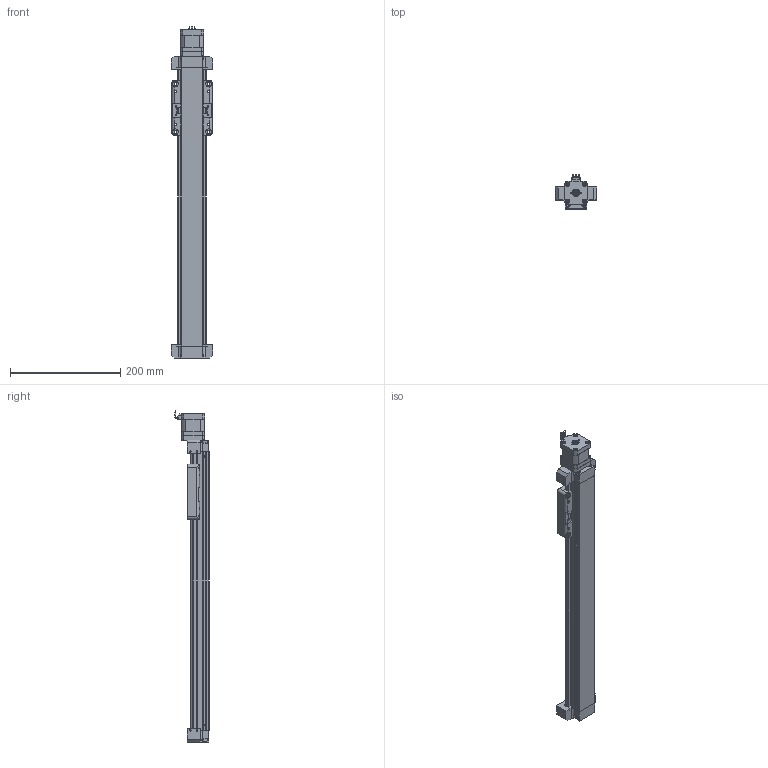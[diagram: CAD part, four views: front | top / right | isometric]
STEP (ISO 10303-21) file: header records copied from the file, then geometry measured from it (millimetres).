
FILE_DESCRIPTION (( 'STEP AP203' ), '1' );
FILE_NAME ('SIMO_FF58766B82.step', '2022-03-24T10:18:27', ( 'localadmin' ), ( 'BOXX Technologies, Inc.' ), 'SwSTEP 2.0', 'SolidWorks 2019', '' );
FILE_SCHEMA (( 'CONFIG_CONTROL_DESIGN' ));
Length unit declared in the file: inch
Products named in the file (5): NNq3DrLnqA_CADModel_1; SIMO_FF58766B82; NNq3DrLnqA_CADModel_0
Assembly tree (2 placements, depth 2):
  SIMO_FF58766B82
    NNq3DrLnqA_CADModel_1
    NNq3DrLnqA_CADModel_0
  NNq3DrLnqA_CADModel_1
  NNq3DrLnqA_CADModel_0
Bounding box: 75 x 61.95 x 602.55 mm (x, y, z)
Volume: 627960.4 mm3; surface area: 277732.2 mm2
Topology: 73 solids, 73 shells, 2368 faces, 6059 edges, 3841 vertices
Faces by surface type: plane 1072, cylinder 815, cone 244, bspline 112, torus 101, sphere 24
Entity records: 75392 total; most frequent: CARTESIAN_POINT 17779, DIRECTION 12056, ORIENTED_EDGE 11914, EDGE_CURVE 5957, AXIS2_PLACEMENT_3D 4492, VERTEX_POINT 3805, LINE 3072, VECTOR 3072
